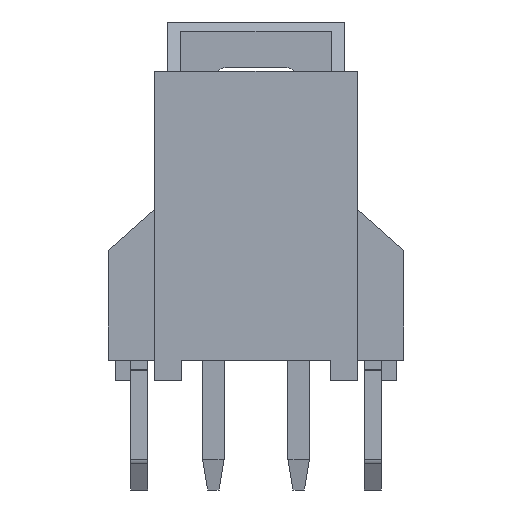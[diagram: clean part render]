
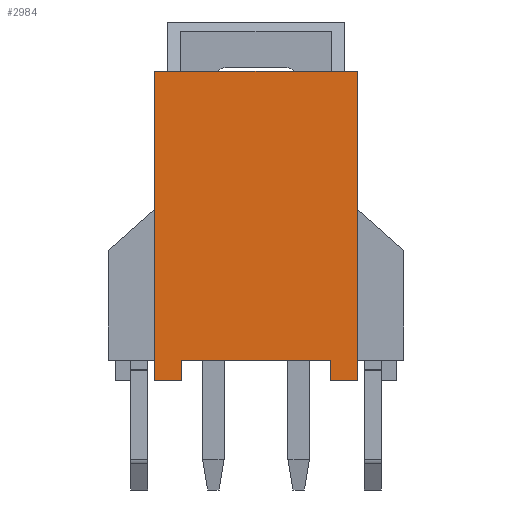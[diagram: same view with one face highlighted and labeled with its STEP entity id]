
A CAD part, front view. The second image highlights one B-rep face of the part: STEP entity #2984.
In plain terms, the highlighted planar face has unit normal (0, -1, 0).
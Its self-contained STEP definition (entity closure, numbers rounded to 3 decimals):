
#1=DIRECTION('',(-1.,0.,0.));
#2=VECTOR('',#1,4.34);
#3=CARTESIAN_POINT('',(2.17,-2.99,-4.23));
#4=LINE('',#3,#2);
#5=DIRECTION('',(0.,0.,-1.));
#6=VECTOR('',#5,0.6);
#7=CARTESIAN_POINT('',(-2.17,-2.99,-4.23));
#8=LINE('',#7,#6);
#9=DIRECTION('',(1.,0.,0.));
#10=VECTOR('',#9,5.94);
#11=CARTESIAN_POINT('',(-2.97,-2.99,4.23));
#12=LINE('',#11,#10);
#13=DIRECTION('',(0.,0.,-1.));
#14=VECTOR('',#13,9.06);
#15=CARTESIAN_POINT('',(2.97,-2.99,4.23));
#16=LINE('',#15,#14);
#321=DIRECTION('',(-1.,0.,0.));
#322=VECTOR('',#321,0.8);
#323=CARTESIAN_POINT('',(2.97,-2.99,-4.83));
#324=LINE('',#323,#322);
#333=DIRECTION('',(-1.,0.,0.));
#334=VECTOR('',#333,0.8);
#335=CARTESIAN_POINT('',(-2.17,-2.99,-4.83));
#336=LINE('',#335,#334);
#437=DIRECTION('',(0.,0.,-1.));
#438=VECTOR('',#437,9.06);
#439=CARTESIAN_POINT('',(-2.97,-2.99,4.23));
#440=LINE('',#439,#438);
#1653=DIRECTION('',(0.,0.,-1.));
#1654=VECTOR('',#1653,0.6);
#1655=CARTESIAN_POINT('',(2.17,-2.99,-4.23));
#1656=LINE('',#1655,#1654);
#2257=CARTESIAN_POINT('',(-2.97,-2.99,4.23));
#2258=CARTESIAN_POINT('',(2.97,-2.99,4.23));
#2259=VERTEX_POINT('',#2257);
#2260=VERTEX_POINT('',#2258);
#2305=CARTESIAN_POINT('',(2.17,-2.99,-4.23));
#2306=CARTESIAN_POINT('',(-2.17,-2.99,-4.23));
#2307=VERTEX_POINT('',#2305);
#2308=VERTEX_POINT('',#2306);
#2942=CARTESIAN_POINT('',(2.97,-2.99,-4.83));
#2944=VERTEX_POINT('',#2942);
#2945=CARTESIAN_POINT('',(2.17,-2.99,-4.83));
#2946=VERTEX_POINT('',#2945);
#2953=CARTESIAN_POINT('',(-2.17,-2.99,-4.83));
#2954=VERTEX_POINT('',#2953);
#2955=CARTESIAN_POINT('',(-2.97,-2.99,-4.83));
#2956=VERTEX_POINT('',#2955);
#2961=CARTESIAN_POINT('',(0.,-2.99,0.));
#2962=DIRECTION('',(0.,1.,0.));
#2963=DIRECTION('',(1.,0.,0.));
#2964=AXIS2_PLACEMENT_3D('',#2961,#2962,#2963);
#2965=PLANE('',#2964);
#2967=ORIENTED_EDGE('',*,*,#2966,.T.);
#2969=ORIENTED_EDGE('',*,*,#2968,.T.);
#2971=ORIENTED_EDGE('',*,*,#2970,.T.);
#2973=ORIENTED_EDGE('',*,*,#2972,.F.);
#2975=ORIENTED_EDGE('',*,*,#2974,.T.);
#2977=ORIENTED_EDGE('',*,*,#2976,.T.);
#2979=ORIENTED_EDGE('',*,*,#2978,.T.);
#2981=ORIENTED_EDGE('',*,*,#2980,.F.);
#2982=EDGE_LOOP('',(#2967,#2969,#2971,#2973,#2975,#2977,#2979,#2981));
#2983=FACE_OUTER_BOUND('',#2982,.F.);
#2984=ADVANCED_FACE('',(#2983),#2965,.F.);
#2966=EDGE_CURVE('',#2307,#2308,#4,.T.);
#2968=EDGE_CURVE('',#2308,#2954,#8,.T.);
#2970=EDGE_CURVE('',#2954,#2956,#336,.T.);
#2972=EDGE_CURVE('',#2259,#2956,#440,.T.);
#2974=EDGE_CURVE('',#2259,#2260,#12,.T.);
#2976=EDGE_CURVE('',#2260,#2944,#16,.T.);
#2978=EDGE_CURVE('',#2944,#2946,#324,.T.);
#2980=EDGE_CURVE('',#2307,#2946,#1656,.T.);
